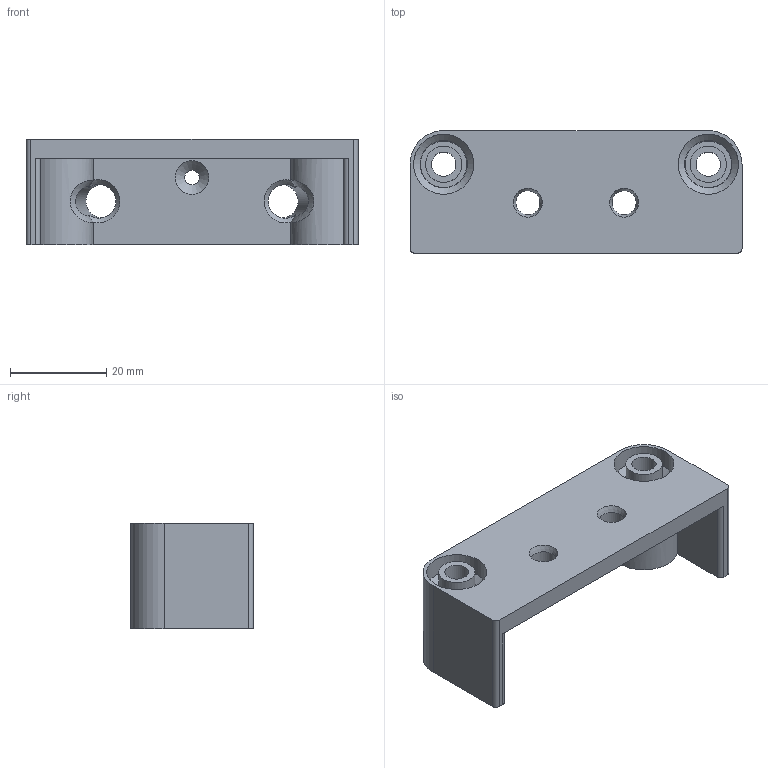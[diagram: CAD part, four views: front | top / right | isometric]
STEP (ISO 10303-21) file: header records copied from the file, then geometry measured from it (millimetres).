
FILE_DESCRIPTION(/* description */ (''),/* implementation_level */ '2;1');
FILE_NAME(/* name */ 'spring_loaded_parking_post.step',/* time_stamp */ '2020-04-18T01:09:35-04:00',/* author */ (''),/* organization */ (''),/* preprocessor_version */ 'ST-DEVELOPER v18.1',/* originating_system */ 'Autodesk Translation Framework v9.2.0.1227',/* authorisation */ '');
FILE_SCHEMA (('AUTOMOTIVE_DESIGN { 1 0 10303 214 3 1 1 }'));
Length unit declared in the file: millimetre
Products named in the file (4): spring_loaded_parking_post; SpringHolder; SpringHolder(Mirror); spring_loaded_parking_post_1
Assembly tree (3 placements, depth 2):
  spring_loaded_parking_post
    SpringHolder
    SpringHolder(Mirror)
    spring_loaded_parking_post_1
Bounding box: 69 x 25.5 x 22 mm (x, y, z)
Volume: 15951.5 mm3; surface area: 10181.9 mm2
Topology: 3 solids, 3 shells, 60 faces, 147 edges, 95 vertices
Faces by surface type: cylinder 29, plane 18, cone 9, bspline 4
Full cylindrical faces by diameter (mm): 3 x1, 5 x2, 5.05 x4, 7 x2, 7.35 x2, 7.55 x4, 9.67 x2, 9.87 x2, 12.5 x2
Entity records: 2949 total; most frequent: CARTESIAN_POINT 1385, DIRECTION 312, ORIENTED_EDGE 294, EDGE_CURVE 147, AXIS2_PLACEMENT_3D 124, VERTEX_POINT 95, EDGE_LOOP 80, LINE 64
